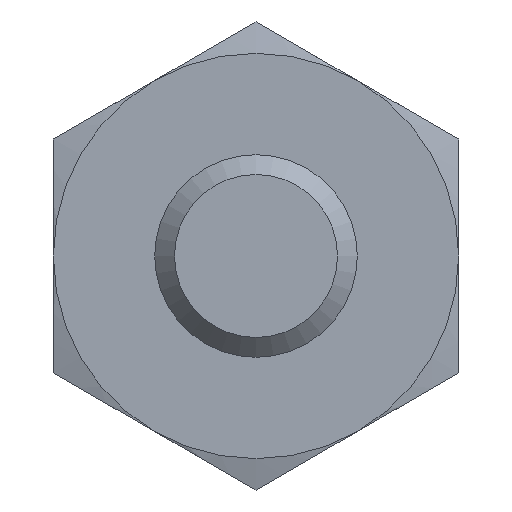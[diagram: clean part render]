
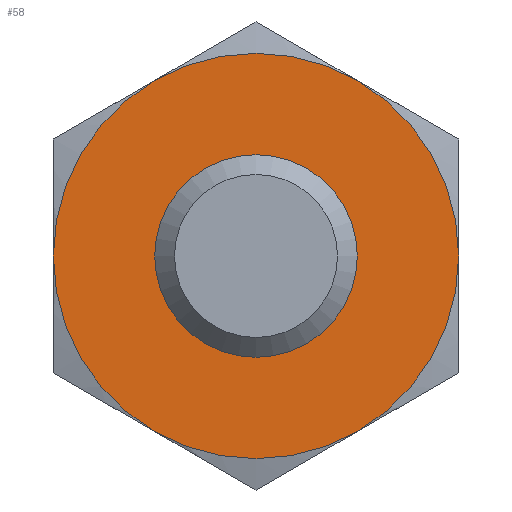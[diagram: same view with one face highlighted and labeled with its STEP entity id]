
A CAD part, front view. The second image highlights one B-rep face of the part: STEP entity #58.
In plain terms, the highlighted planar face has unit normal (0, -1, 0).
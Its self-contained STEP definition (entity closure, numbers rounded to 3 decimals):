
#58 = ADVANCED_FACE( '', ( #139, #140 ), #141, .F. );
#139 = FACE_BOUND( '', #246, .T. );
#140 = FACE_OUTER_BOUND( '', #247, .T. );
#141 = PLANE( '', #248 );
#246 = EDGE_LOOP( '', ( #351 ) );
#247 = EDGE_LOOP( '', ( #352, #353, #354, #355, #356, #357 ) );
#248 = AXIS2_PLACEMENT_3D( '', #358, #359, #360 );
#351 = ORIENTED_EDGE( '', *, *, #569, .F. );
#352 = ORIENTED_EDGE( '', *, *, #570, .T. );
#353 = ORIENTED_EDGE( '', *, *, #571, .T. );
#354 = ORIENTED_EDGE( '', *, *, #572, .T. );
#355 = ORIENTED_EDGE( '', *, *, #573, .T. );
#356 = ORIENTED_EDGE( '', *, *, #574, .T. );
#357 = ORIENTED_EDGE( '', *, *, #575, .T. );
#358 = CARTESIAN_POINT( '', ( 5., 0., 0. ) );
#359 = DIRECTION( '', ( 0., 1., 0. ) );
#360 = DIRECTION( '', ( 0., 0., 1. ) );
#569 = EDGE_CURVE( '', #655, #655, #656, .T. );
#570 = EDGE_CURVE( '', #657, #658, #659, .T. );
#571 = EDGE_CURVE( '', #658, #660, #661, .T. );
#572 = EDGE_CURVE( '', #660, #662, #663, .T. );
#573 = EDGE_CURVE( '', #662, #664, #665, .T. );
#574 = EDGE_CURVE( '', #664, #666, #667, .T. );
#575 = EDGE_CURVE( '', #666, #657, #668, .T. );
#655 = VERTEX_POINT( '', #771 );
#656 = CIRCLE( '', #772, 2.01 );
#657 = VERTEX_POINT( '', #773 );
#658 = VERTEX_POINT( '', #774 );
#659 = CIRCLE( '', #775, 5. );
#660 = VERTEX_POINT( '', #776 );
#661 = CIRCLE( '', #777, 5. );
#662 = VERTEX_POINT( '', #778 );
#663 = CIRCLE( '', #779, 5. );
#664 = VERTEX_POINT( '', #780 );
#665 = CIRCLE( '', #781, 5. );
#666 = VERTEX_POINT( '', #782 );
#667 = CIRCLE( '', #783, 5. );
#668 = CIRCLE( '', #784, 5. );
#771 = CARTESIAN_POINT( '', ( 0., 0., -2.01 ) );
#772 = AXIS2_PLACEMENT_3D( '', #974, #975, #976 );
#773 = CARTESIAN_POINT( '', ( 2.5, 0., -4.33 ) );
#774 = CARTESIAN_POINT( '', ( 5., 0., 0. ) );
#775 = AXIS2_PLACEMENT_3D( '', #977, #978, #979 );
#776 = CARTESIAN_POINT( '', ( 2.5, 0., 4.33 ) );
#777 = AXIS2_PLACEMENT_3D( '', #980, #981, #982 );
#778 = CARTESIAN_POINT( '', ( -2.5, 0., 4.33 ) );
#779 = AXIS2_PLACEMENT_3D( '', #983, #984, #985 );
#780 = CARTESIAN_POINT( '', ( -5., 0., 0. ) );
#781 = AXIS2_PLACEMENT_3D( '', #986, #987, #988 );
#782 = CARTESIAN_POINT( '', ( -2.5, 0., -4.33 ) );
#783 = AXIS2_PLACEMENT_3D( '', #989, #990, #991 );
#784 = AXIS2_PLACEMENT_3D( '', #992, #993, #994 );
#974 = CARTESIAN_POINT( '', ( 0., 0., 0. ) );
#975 = DIRECTION( '', ( 0., -1., 0. ) );
#976 = DIRECTION( '', ( 0., 0., -1. ) );
#977 = CARTESIAN_POINT( '', ( 0., 0., 0. ) );
#978 = DIRECTION( '', ( 0., -1., 0. ) );
#979 = DIRECTION( '', ( 0., 0., -1. ) );
#980 = CARTESIAN_POINT( '', ( 0., 0., 0. ) );
#981 = DIRECTION( '', ( 0., -1., 0. ) );
#982 = DIRECTION( '', ( 0., 0., -1. ) );
#983 = CARTESIAN_POINT( '', ( 0., 0., 0. ) );
#984 = DIRECTION( '', ( 0., -1., 0. ) );
#985 = DIRECTION( '', ( 0., 0., -1. ) );
#986 = CARTESIAN_POINT( '', ( 0., 0., 0. ) );
#987 = DIRECTION( '', ( 0., -1., 0. ) );
#988 = DIRECTION( '', ( 0., 0., -1. ) );
#989 = CARTESIAN_POINT( '', ( 0., 0., 0. ) );
#990 = DIRECTION( '', ( 0., -1., 0. ) );
#991 = DIRECTION( '', ( 0., 0., -1. ) );
#992 = CARTESIAN_POINT( '', ( 0., 0., 0. ) );
#993 = DIRECTION( '', ( 0., -1., 0. ) );
#994 = DIRECTION( '', ( 0., 0., -1. ) );
